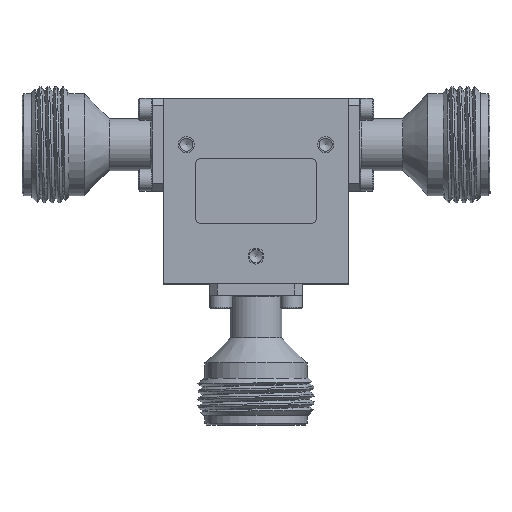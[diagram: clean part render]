
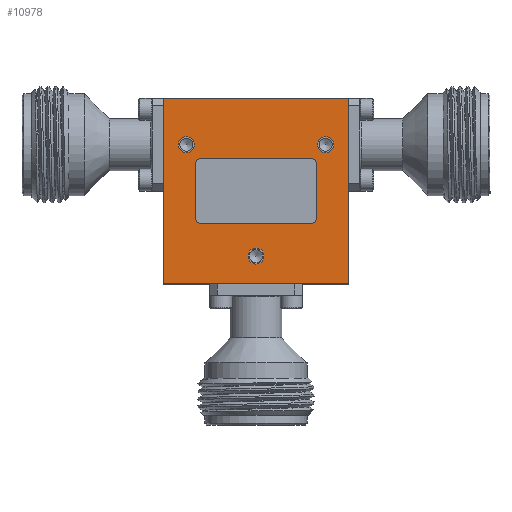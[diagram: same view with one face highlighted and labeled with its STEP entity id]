
A CAD part, top view. The second image highlights one B-rep face of the part: STEP entity #10978.
In plain terms, the highlighted planar face has unit normal (0, 0, 1).
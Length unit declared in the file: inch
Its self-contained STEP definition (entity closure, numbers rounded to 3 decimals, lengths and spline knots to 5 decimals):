
#10 = CARTESIAN_POINT ( 'NONE',  ( -0.295, -0.175, 0.315 ) ) ;
#72 = LINE ( 'NONE', #4311, #2828 ) ;
#128 = CIRCLE ( 'NONE', #9438, 0.03 ) ;
#451 = VECTOR ( 'NONE', #2035, 39.37008 ) ;
#550 = EDGE_CURVE ( 'NONE', #4211, #9006, #11634, .T. ) ;
#666 = EDGE_LOOP ( 'NONE', ( #900 ) ) ;
#686 = VERTEX_POINT ( 'NONE', #5307 ) ;
#696 = CARTESIAN_POINT ( 'NONE',  ( -0.5, -0.5, 0.315 ) ) ;
#786 = VERTEX_POINT ( 'NONE', #7971 ) ;
#851 = EDGE_CURVE ( 'NONE', #786, #686, #12387, .T. ) ;
#900 = ORIENTED_EDGE ( 'NONE', *, *, #1944, .F. ) ;
#904 = CARTESIAN_POINT ( 'NONE',  ( -0.332, 0.25, 0.315 ) ) ;
#919 = CARTESIAN_POINT ( 'NONE',  ( 0.043, -0.35, 0.315 ) ) ;
#984 = CARTESIAN_POINT ( 'NONE',  ( -0.325, 0.145, 0.315 ) ) ;
#1112 = ORIENTED_EDGE ( 'NONE', *, *, #8454, .F. ) ;
#1242 = CARTESIAN_POINT ( 'NONE',  ( 0., 0., 0.315 ) ) ;
#1275 = EDGE_CURVE ( 'NONE', #5907, #1952, #14205, .T. ) ;
#1327 = VECTOR ( 'NONE', #2590, 39.37008 ) ;
#1493 = CARTESIAN_POINT ( 'NONE',  ( -0.325, -0.145, 0.315 ) ) ;
#1548 = CARTESIAN_POINT ( 'NONE',  ( -0.375, 0.25, 0.315 ) ) ;
#1601 = ORIENTED_EDGE ( 'NONE', *, *, #851, .F. ) ;
#1631 = CARTESIAN_POINT ( 'NONE',  ( 0., -0.35, 0.315 ) ) ;
#1633 = EDGE_LOOP ( 'NONE', ( #1601, #6363, #1112, #10409, #2937, #1763, #12868, #14049 ) ) ;
#1686 = DIRECTION ( 'NONE',  ( 0., 1., 0. ) ) ;
#1763 = ORIENTED_EDGE ( 'NONE', *, *, #10995, .F. ) ;
#1864 = AXIS2_PLACEMENT_3D ( 'NONE', #1548, #5985, #13752 ) ;
#1944 = EDGE_CURVE ( 'NONE', #6389, #6389, #5373, .T. ) ;
#1952 = VERTEX_POINT ( 'NONE', #9259 ) ;
#2035 = DIRECTION ( 'NONE',  ( 0., -1., 0. ) ) ;
#2081 = CARTESIAN_POINT ( 'NONE',  ( 0.418, 0.25, 0.315 ) ) ;
#2089 = AXIS2_PLACEMENT_3D ( 'NONE', #9936, #3248, #10802 ) ;
#2149 = VERTEX_POINT ( 'NONE', #2081 ) ;
#2182 = DIRECTION ( 'NONE',  ( 1., 0., 0. ) ) ;
#2285 = VERTEX_POINT ( 'NONE', #6392 ) ;
#2500 = CARTESIAN_POINT ( 'NONE',  ( 0.5, 0.5, 0.315 ) ) ;
#2590 = DIRECTION ( 'NONE',  ( 1., 0., 0. ) ) ;
#2778 = DIRECTION ( 'NONE',  ( -1., 0., 0. ) ) ;
#2828 = VECTOR ( 'NONE', #5477, 39.37008 ) ;
#2907 = VERTEX_POINT ( 'NONE', #984 ) ;
#2937 = ORIENTED_EDGE ( 'NONE', *, *, #8370, .F. ) ;
#3248 = DIRECTION ( 'NONE',  ( 0., 0., 1. ) ) ;
#3327 = VERTEX_POINT ( 'NONE', #12421 ) ;
#3479 = CIRCLE ( 'NONE', #5339, 0.043 ) ;
#3551 = DIRECTION ( 'NONE',  ( 0., 0., 1. ) ) ;
#3756 = AXIS2_PLACEMENT_3D ( 'NONE', #1631, #4755, #6067 ) ;
#3951 = CIRCLE ( 'NONE', #2089, 0.03 ) ;
#4036 = EDGE_CURVE ( 'NONE', #6242, #4211, #8329, .T. ) ;
#4211 = VERTEX_POINT ( 'NONE', #8964 ) ;
#4311 = CARTESIAN_POINT ( 'NONE',  ( -0.325, -0.145, 0.315 ) ) ;
#4381 = FACE_BOUND ( 'NONE', #12284, .T. ) ;
#4393 = DIRECTION ( 'NONE',  ( 1., 0., 0. ) ) ;
#4552 = EDGE_CURVE ( 'NONE', #9006, #2285, #10635, .T. ) ;
#4755 = DIRECTION ( 'NONE',  ( 0., 0., 1. ) ) ;
#4762 = LINE ( 'NONE', #10419, #7617 ) ;
#5045 = CARTESIAN_POINT ( 'NONE',  ( -0.5, 0.5, 0.315 ) ) ;
#5307 = CARTESIAN_POINT ( 'NONE',  ( 0.295, 0.175, 0.315 ) ) ;
#5339 = AXIS2_PLACEMENT_3D ( 'NONE', #14250, #10831, #2182 ) ;
#5362 = EDGE_CURVE ( 'NONE', #9998, #9998, #14388, .T. ) ;
#5373 = CIRCLE ( 'NONE', #3756, 0.043 ) ;
#5444 = CARTESIAN_POINT ( 'NONE',  ( -0.295, 0.145, 0.315 ) ) ;
#5448 = CARTESIAN_POINT ( 'NONE',  ( -0.295, -0.145, 0.315 ) ) ;
#5477 = DIRECTION ( 'NONE',  ( 0., -1., 0. ) ) ;
#5556 = EDGE_CURVE ( 'NONE', #2149, #2149, #3479, .T. ) ;
#5623 = FACE_BOUND ( 'NONE', #1633, .T. ) ;
#5907 = VERTEX_POINT ( 'NONE', #13659 ) ;
#5985 = DIRECTION ( 'NONE',  ( 0., 0., 1. ) ) ;
#6067 = DIRECTION ( 'NONE',  ( 1., 0., 0. ) ) ;
#6242 = VERTEX_POINT ( 'NONE', #696 ) ;
#6363 = ORIENTED_EDGE ( 'NONE', *, *, #13615, .F. ) ;
#6389 = VERTEX_POINT ( 'NONE', #919 ) ;
#6392 = CARTESIAN_POINT ( 'NONE',  ( -0.5, 0.5, 0.315 ) ) ;
#6411 = VERTEX_POINT ( 'NONE', #13182 ) ;
#6440 = DIRECTION ( 'NONE',  ( -1., 0., 0. ) ) ;
#6746 = DIRECTION ( 'NONE',  ( -1., 0., 0. ) ) ;
#6782 = DIRECTION ( 'NONE',  ( 0., 0., -1. ) ) ;
#7161 = DIRECTION ( 'NONE',  ( 0., 0., 1. ) ) ;
#7266 = AXIS2_PLACEMENT_3D ( 'NONE', #1242, #6782, #11203 ) ;
#7361 = EDGE_CURVE ( 'NONE', #3327, #2907, #128, .T. ) ;
#7432 = CARTESIAN_POINT ( 'NONE',  ( 0.5, -0.5, 0.315 ) ) ;
#7438 = AXIS2_PLACEMENT_3D ( 'NONE', #5448, #14235, #14310 ) ;
#7539 = CARTESIAN_POINT ( 'NONE',  ( -0.295, 0.175, 0.315 ) ) ;
#7564 = LINE ( 'NONE', #11978, #451 ) ;
#7617 = VECTOR ( 'NONE', #9193, 39.37008 ) ;
#7793 = PLANE ( 'NONE',  #7266 ) ;
#7971 = CARTESIAN_POINT ( 'NONE',  ( 0.325, 0.145, 0.315 ) ) ;
#8106 = CARTESIAN_POINT ( 'NONE',  ( -0.5, -0.5, 0.315 ) ) ;
#8328 = EDGE_CURVE ( 'NONE', #2285, #6242, #7564, .T. ) ;
#8329 = LINE ( 'NONE', #8106, #1327 ) ;
#8370 = EDGE_CURVE ( 'NONE', #10758, #5907, #12772, .T. ) ;
#8454 = EDGE_CURVE ( 'NONE', #1952, #6411, #3951, .T. ) ;
#8865 = EDGE_CURVE ( 'NONE', #686, #3327, #10860, .T. ) ;
#8964 = CARTESIAN_POINT ( 'NONE',  ( 0.5, -0.5, 0.315 ) ) ;
#9006 = VERTEX_POINT ( 'NONE', #2500 ) ;
#9193 = DIRECTION ( 'NONE',  ( 0., 1., 0. ) ) ;
#9259 = CARTESIAN_POINT ( 'NONE',  ( 0.295, -0.175, 0.315 ) ) ;
#9381 = ORIENTED_EDGE ( 'NONE', *, *, #4552, .T. ) ;
#9438 = AXIS2_PLACEMENT_3D ( 'NONE', #5444, #7161, #2778 ) ;
#9441 = VECTOR ( 'NONE', #14041, 39.37008 ) ;
#9517 = ORIENTED_EDGE ( 'NONE', *, *, #8328, .T. ) ;
#9829 = FACE_BOUND ( 'NONE', #666, .T. ) ;
#9936 = CARTESIAN_POINT ( 'NONE',  ( 0.295, -0.145, 0.315 ) ) ;
#9998 = VERTEX_POINT ( 'NONE', #904 ) ;
#10409 = ORIENTED_EDGE ( 'NONE', *, *, #1275, .F. ) ;
#10419 = CARTESIAN_POINT ( 'NONE',  ( 0.325, -0.145, 0.315 ) ) ;
#10527 = VECTOR ( 'NONE', #4393, 39.37008 ) ;
#10635 = LINE ( 'NONE', #5045, #9441 ) ;
#10758 = VERTEX_POINT ( 'NONE', #1493 ) ;
#10802 = DIRECTION ( 'NONE',  ( -1., 0., 0. ) ) ;
#10831 = DIRECTION ( 'NONE',  ( 0., 0., 1. ) ) ;
#10847 = ORIENTED_EDGE ( 'NONE', *, *, #5556, .F. ) ;
#10860 = LINE ( 'NONE', #7539, #12997 ) ;
#10978 = ADVANCED_FACE ( 'NONE', ( #5623, #12156, #4381, #9829, #14263 ), #7793, .F. ) ;
#10995 = EDGE_CURVE ( 'NONE', #2907, #10758, #72, .T. ) ;
#11006 = EDGE_LOOP ( 'NONE', ( #12451 ) ) ;
#11070 = EDGE_LOOP ( 'NONE', ( #12170, #9381, #9517, #11890 ) ) ;
#11203 = DIRECTION ( 'NONE',  ( 0., -1., 0. ) ) ;
#11634 = LINE ( 'NONE', #7432, #14305 ) ;
#11890 = ORIENTED_EDGE ( 'NONE', *, *, #4036, .T. ) ;
#11978 = CARTESIAN_POINT ( 'NONE',  ( -0.5, -0.5, 0.315 ) ) ;
#12156 = FACE_BOUND ( 'NONE', #11006, .T. ) ;
#12170 = ORIENTED_EDGE ( 'NONE', *, *, #550, .T. ) ;
#12284 = EDGE_LOOP ( 'NONE', ( #10847 ) ) ;
#12387 = CIRCLE ( 'NONE', #12859, 0.03 ) ;
#12409 = CARTESIAN_POINT ( 'NONE',  ( 0.295, 0.145, 0.315 ) ) ;
#12421 = CARTESIAN_POINT ( 'NONE',  ( -0.295, 0.175, 0.315 ) ) ;
#12451 = ORIENTED_EDGE ( 'NONE', *, *, #5362, .F. ) ;
#12772 = CIRCLE ( 'NONE', #7438, 0.03 ) ;
#12859 = AXIS2_PLACEMENT_3D ( 'NONE', #12409, #3551, #6746 ) ;
#12868 = ORIENTED_EDGE ( 'NONE', *, *, #7361, .F. ) ;
#12997 = VECTOR ( 'NONE', #6440, 39.37008 ) ;
#13182 = CARTESIAN_POINT ( 'NONE',  ( 0.325, -0.145, 0.315 ) ) ;
#13615 = EDGE_CURVE ( 'NONE', #6411, #786, #4762, .T. ) ;
#13659 = CARTESIAN_POINT ( 'NONE',  ( -0.295, -0.175, 0.315 ) ) ;
#13752 = DIRECTION ( 'NONE',  ( 1., 0., 0. ) ) ;
#14041 = DIRECTION ( 'NONE',  ( -1., 0., 0. ) ) ;
#14049 = ORIENTED_EDGE ( 'NONE', *, *, #8865, .F. ) ;
#14205 = LINE ( 'NONE', #10, #10527 ) ;
#14235 = DIRECTION ( 'NONE',  ( 0., 0., 1. ) ) ;
#14250 = CARTESIAN_POINT ( 'NONE',  ( 0.375, 0.25, 0.315 ) ) ;
#14263 = FACE_OUTER_BOUND ( 'NONE', #11070, .T. ) ;
#14305 = VECTOR ( 'NONE', #1686, 39.37008 ) ;
#14310 = DIRECTION ( 'NONE',  ( -1., 0., 0. ) ) ;
#14388 = CIRCLE ( 'NONE', #1864, 0.043 ) ;
